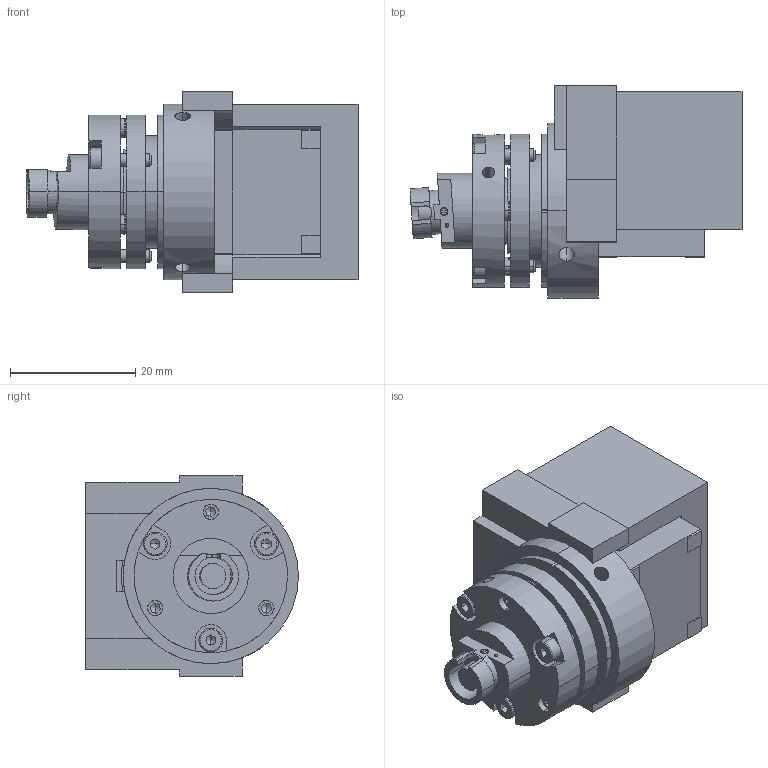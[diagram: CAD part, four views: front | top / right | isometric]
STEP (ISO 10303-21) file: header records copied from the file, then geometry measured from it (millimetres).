
FILE_DESCRIPTION(('FreeCAD Model'),'2;1');
FILE_NAME('Open CASCADE Shape Model','2025-06-24T22:43:31',(''),(''), 'Open CASCADE STEP processor 7.8','FreeCAD','Unknown');
FILE_SCHEMA(('AUTOMOTIVE_DESIGN { 1 0 10303 214 1 1 1 1 }'));
Length unit declared in the file: millimetre
Products named in the file (6): 57d7de17-3184-11f0-9863-fc5cee4c0b22_part005; 57d7de17-3184-11f0-9863-fc5cee4c0b22_part; 57d7de17-3184-11f0-9863-fc5cee4c0b22_part001; 57d7de17-3184-11f0-9863-fc5cee4c0b22_part002; 57d7de17-3184-11f0-9863-fc5cee4c0b22_part003; 57d7de17-3184-11f0-9863-fc5cee4c0b22_part004
Assembly tree (5 placements, depth 2):
  57d7de17-3184-11f0-9863-fc5cee4c0b22_part005
    57d7de17-3184-11f0-9863-fc5cee4c0b22_part
    57d7de17-3184-11f0-9863-fc5cee4c0b22_part001
    57d7de17-3184-11f0-9863-fc5cee4c0b22_part002
    57d7de17-3184-11f0-9863-fc5cee4c0b22_part003
    57d7de17-3184-11f0-9863-fc5cee4c0b22_part004
Bounding box: 53.05 x 34 x 32 mm (x, y, z)
Volume: 18454.3 mm3; surface area: 14537.4 mm2
Topology: 3 solids, 5 shells, 336 faces, 834 edges, 533 vertices
Faces by surface type: plane 142, cylinder 123, cone 44, bspline 27
Entity records: 12085 total; most frequent: CARTESIAN_POINT 4053, ORIENTED_EDGE 1636, DIRECTION 1634, EDGE_CURVE 820, AXIS2_PLACEMENT_3D 615, VERTEX_POINT 533, LINE 404, VECTOR 404
